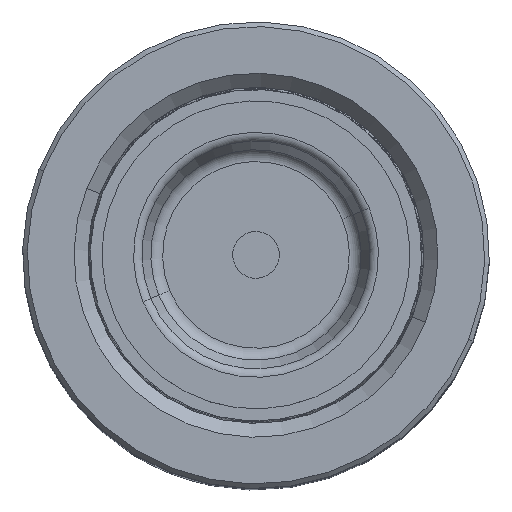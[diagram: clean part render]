
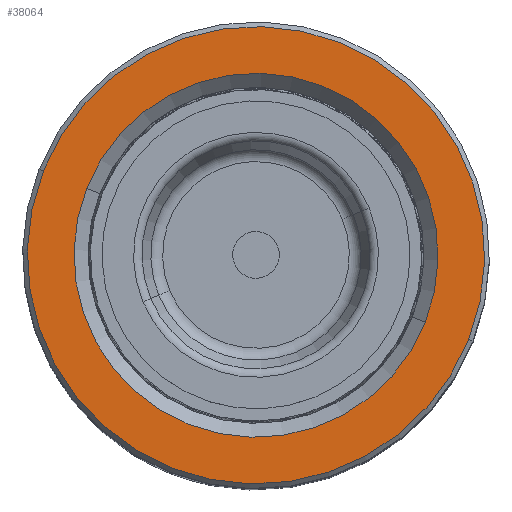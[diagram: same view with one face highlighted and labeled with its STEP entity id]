
A CAD part, top view. The second image highlights one B-rep face of the part: STEP entity #38064.
In plain terms, the highlighted planar face has unit normal (0, 0, 1).
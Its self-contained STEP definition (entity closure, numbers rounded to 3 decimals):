
#314 = DIRECTION ( 'NONE',  ( 1., 0., 0. ) ) ;
#1367 = ORIENTED_EDGE ( 'NONE', *, *, #53963, .T. ) ;
#2115 = AXIS2_PLACEMENT_3D ( 'NONE', #53081, #53365, #44503 ) ;
#3379 = DIRECTION ( 'NONE',  ( 0., 0., 1. ) ) ;
#3984 = CARTESIAN_POINT ( 'NONE',  ( -19.5, 0., 90. ) ) ;
#4808 = EDGE_CURVE ( 'NONE', #39862, #22016, #37123, .T. ) ;
#6849 = CARTESIAN_POINT ( 'NONE',  ( 0., 0., 90. ) ) ;
#7063 = CARTESIAN_POINT ( 'NONE',  ( 19.5, 0., 90. ) ) ;
#11052 = VERTEX_POINT ( 'NONE', #52282 ) ;
#11269 = AXIS2_PLACEMENT_3D ( 'NONE', #6849, #38847, #53481 ) ;
#13533 = EDGE_CURVE ( 'NONE', #17264, #11052, #31540, .T. ) ;
#16820 = DIRECTION ( 'NONE',  ( 1., 0., 0. ) ) ;
#17264 = VERTEX_POINT ( 'NONE', #46459 ) ;
#17773 = PLANE ( 'NONE',  #56490 ) ;
#22016 = VERTEX_POINT ( 'NONE', #7063 ) ;
#28051 = DIRECTION ( 'NONE',  ( 0., 0., -1. ) ) ;
#30587 = FACE_BOUND ( 'NONE', #48080, .T. ) ;
#31082 = AXIS2_PLACEMENT_3D ( 'NONE', #37202, #28051, #314 ) ;
#31154 = DIRECTION ( 'NONE',  ( 0., 0., 1. ) ) ;
#31540 = CIRCLE ( 'NONE', #11269, 24.5 ) ;
#37123 = CIRCLE ( 'NONE', #2115, 19.5 ) ;
#37202 = CARTESIAN_POINT ( 'NONE',  ( 0., 0., 90. ) ) ;
#38064 = ADVANCED_FACE ( 'NONE', ( #44880, #30587 ), #17773, .T. ) ;
#38847 = DIRECTION ( 'NONE',  ( 0., 0., 1. ) ) ;
#39862 = VERTEX_POINT ( 'NONE', #3984 ) ;
#40287 = CIRCLE ( 'NONE', #54932, 24.5 ) ;
#44260 = EDGE_LOOP ( 'NONE', ( #55620, #1367 ) ) ;
#44503 = DIRECTION ( 'NONE',  ( 1., 0., 0. ) ) ;
#44522 = CARTESIAN_POINT ( 'NONE',  ( 0., 0., 90. ) ) ;
#44880 = FACE_OUTER_BOUND ( 'NONE', #44260, .T. ) ;
#46459 = CARTESIAN_POINT ( 'NONE',  ( -24.5, 0., 90. ) ) ;
#48080 = EDGE_LOOP ( 'NONE', ( #53988, #48204 ) ) ;
#48204 = ORIENTED_EDGE ( 'NONE', *, *, #4808, .T. ) ;
#50310 = EDGE_CURVE ( 'NONE', #22016, #39862, #54470, .T. ) ;
#52282 = CARTESIAN_POINT ( 'NONE',  ( 24.5, 0., 90. ) ) ;
#53081 = CARTESIAN_POINT ( 'NONE',  ( 0., 0., 90. ) ) ;
#53365 = DIRECTION ( 'NONE',  ( 0., 0., -1. ) ) ;
#53481 = DIRECTION ( 'NONE',  ( 1., 0., 0. ) ) ;
#53963 = EDGE_CURVE ( 'NONE', #11052, #17264, #40287, .T. ) ;
#53988 = ORIENTED_EDGE ( 'NONE', *, *, #50310, .T. ) ;
#54470 = CIRCLE ( 'NONE', #31082, 19.5 ) ;
#54654 = CARTESIAN_POINT ( 'NONE',  ( 0., 0., 90. ) ) ;
#54932 = AXIS2_PLACEMENT_3D ( 'NONE', #44522, #3379, #16820 ) ;
#55620 = ORIENTED_EDGE ( 'NONE', *, *, #13533, .T. ) ;
#56490 = AXIS2_PLACEMENT_3D ( 'NONE', #54654, #31154, #59225 ) ;
#59225 = DIRECTION ( 'NONE',  ( 1., 0., 0. ) ) ;
